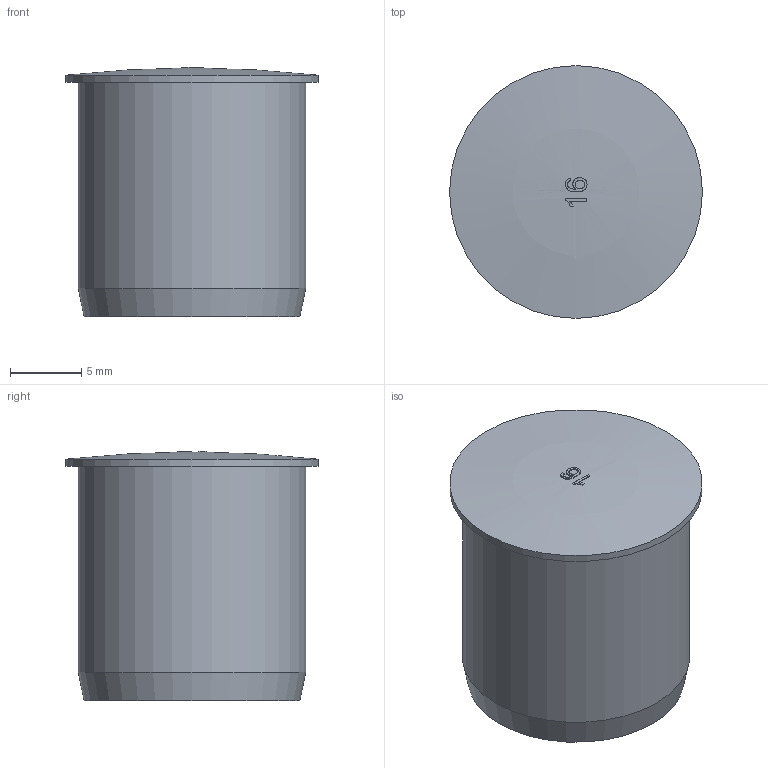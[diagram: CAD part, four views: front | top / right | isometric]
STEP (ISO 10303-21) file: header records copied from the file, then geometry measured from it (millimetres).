
FILE_DESCRIPTION(/* description */ (''),/* implementation_level */ '2;1');
FILE_NAME(/* name */ '28795_7_KDS_KES-VS_16.stp',/* time_stamp */ '2020-04-16T11:04:28+02:00',/* author */ (''),/* organization */ (''),/* preprocessor_version */ 'ST-DEVELOPER v16.7',/* originating_system */ 'SIEMENS PLM Software NX 12.0',/* authorisation */ '');
FILE_SCHEMA (('AUTOMOTIVE_DESIGN { 1 0 10303 214 3 1 1 1 }'));
Length unit declared in the file: millimetre
Products named in the file (1): 28795_7_KDS_KES-VS_16
Bounding box: 17.8 x 17.8 x 17.56 mm (x, y, z)
Volume: 2188.6 mm3; surface area: 1854.8 mm2
Topology: 1 solids, 1 shells, 35 faces, 90 edges, 60 vertices
Faces by surface type: extrusion 18, plane 11, cylinder 3, sphere 2, cone 1
Full cylindrical faces by diameter (mm): 10 x1, 16 x1, 17.8 x1
Entity records: 1327 total; most frequent: CARTESIAN_POINT 575, ORIENTED_EDGE 158, DIRECTION 104, EDGE_CURVE 79, B_SPLINE_CURVE_WITH_KNOTS 60, VERTEX_POINT 55, EDGE_LOOP 44, VECTOR 42
